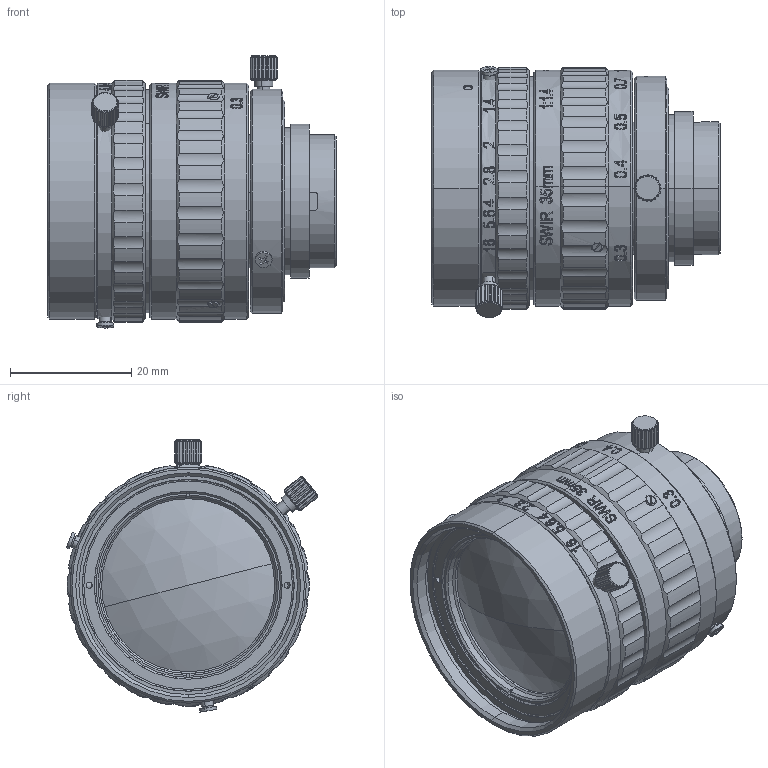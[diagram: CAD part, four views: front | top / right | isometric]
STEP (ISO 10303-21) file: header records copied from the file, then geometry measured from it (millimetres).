
FILE_DESCRIPTION (( 'STEP AP203' ), '1' );
FILE_NAME ('VA-LCM-5MP-35MM-F1.4-100-SWIR.STEP', '2021-10-15T08:00:55', ( '微软用户' ), ( '微软中国' ), 'SwSTEP 2.0', 'SolidWorks 2014', '' );
FILE_SCHEMA (( 'CONFIG_CONTROL_DESIGN' ));
Length unit declared in the file: millimetre
Products named in the file (1): VA-LCM-5MP-35MM-F1.4-100-SWIR
Bounding box: 47.68 x 41.5 x 44.96 mm (x, y, z)
Surface area: 12501.9 mm2 (no closed solid volume)
Topology: 0 solids, 35 shells, 991 faces, 3218 edges, 2158 vertices
Faces by surface type: plane 335, cylinder 324, bspline 266, cone 62, sphere 4
Entity records: 62045 total; most frequent: CARTESIAN_POINT 36957, ORIENTED_EDGE 5364, DIRECTION 4226, EDGE_CURVE 3218, VERTEX_POINT 2158, AXIS2_PLACEMENT_3D 1534, B_SPLINE_CURVE_WITH_KNOTS 1252, VECTOR 1158
